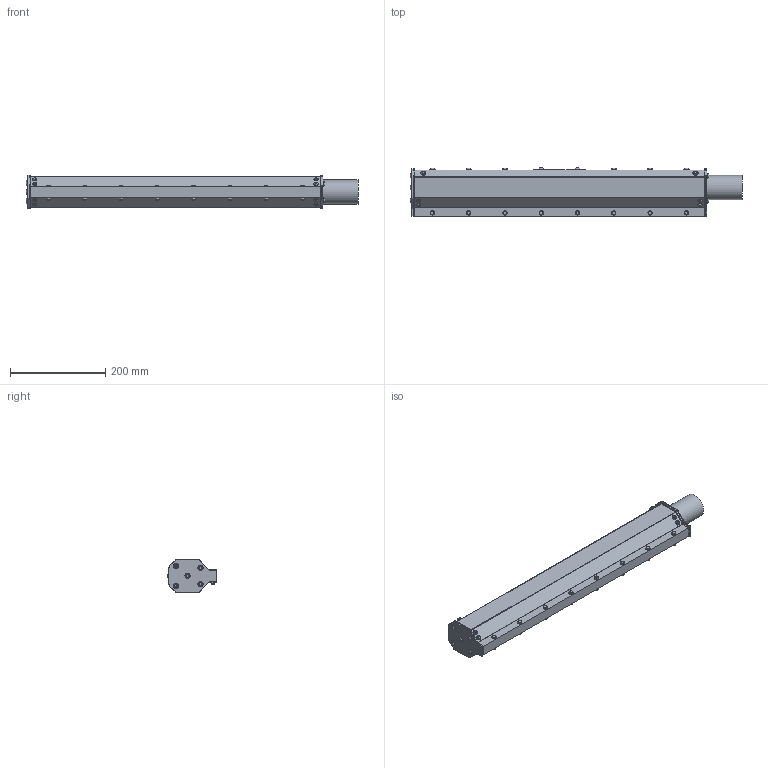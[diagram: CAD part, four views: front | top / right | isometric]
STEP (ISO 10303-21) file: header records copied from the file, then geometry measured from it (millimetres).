
FILE_DESCRIPTION(/* description */ (''),/* implementation_level */ '2;1');
FILE_NAME(/* name */ 'MA21xxxxxx024 DUMMY.stp',/* time_stamp */ '2018-01-30T10:00:37-05:00',/* author */ ('James'),/* organization */ (''),/* preprocessor_version */ 'ST-DEVELOPER v16.5',/* originating_system */ 'Autodesk Inventor 2017',/* authorisation */ '');
FILE_SCHEMA (('AUTOMOTIVE_DESIGN { 1 0 10303 214 3 1 1 }'));
Products named in the file (1): MA21xxxxxx024 DUMMY
Bounding box: 697.12 x 101.53 x 71.16 mm (x, y, z)
Volume: 3090345.5 mm3; surface area: 202692.5 mm2
Topology: 1 solids, 1 shells, 610 faces, 1342 edges, 865 vertices
Faces by surface type: plane 262, cone 152, cylinder 143, sphere 29, bspline 16, torus 8
Full cylindrical faces by diameter (mm): 7.6 x8, 9 x24, 9.5 x12, 10.5 x9, 11 x21, 50.8 x1
Entity records: 34342 total; most frequent: CARTESIAN_POINT 21787, DIRECTION 2526, ORIENTED_EDGE 2410, EDGE_CURVE 1205, AXIS2_PLACEMENT_3D 1078, EDGE_LOOP 832, VERTEX_POINT 819, FACE_OUTER_BOUND 610
